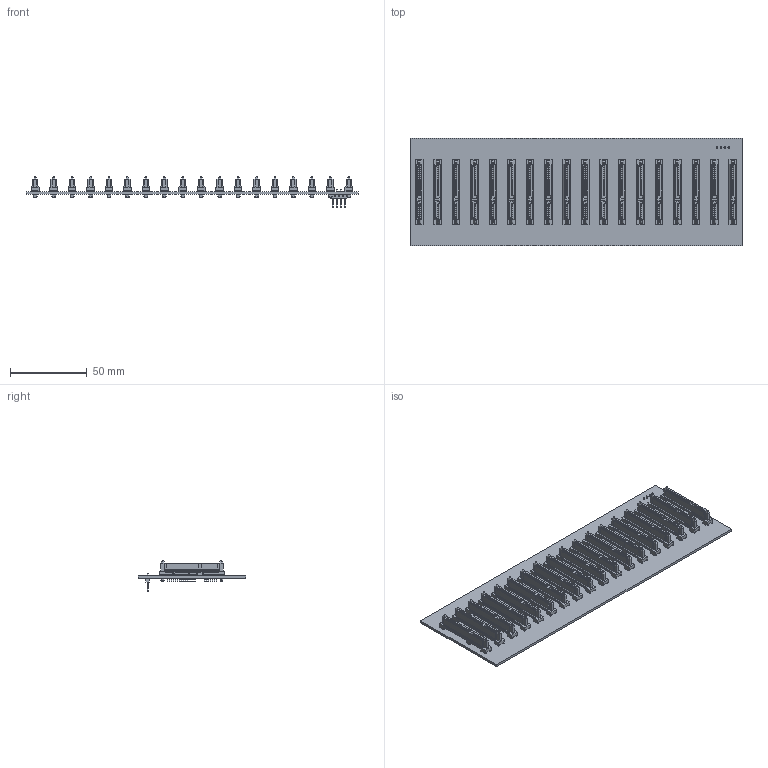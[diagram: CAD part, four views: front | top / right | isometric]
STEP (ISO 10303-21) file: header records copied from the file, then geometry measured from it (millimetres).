
FILE_DESCRIPTION(('KiCad electronic assembly'),'2;1');
FILE_NAME('SSDTray.step','2025-01-24T20:39:48',('Pcbnew'),('Kicad'), 'Open CASCADE STEP processor 7.8','KiCad to STEP converter','Unknown' );
FILE_SCHEMA(('AUTOMOTIVE_DESIGN { 1 0 10303 214 1 1 1 1 }'));
Length unit declared in the file: millimetre
Products named in the file (6): SSDTray 1; 877791001; PinHeader_1x04_P2.54mm_Vertical; PinHeader_1x04_P254mm_Vertical; SSDTray_PCB
Assembly tree (22 placements, depth 3):
  SSDTray 1
    877791001  x18
      877791001
    PinHeader_1x04_P2.54mm_Vertical
      PinHeader_1x04_P254mm_Vertical
    SSDTray_PCB
Bounding box: 216 x 69.85 x 20.09 mm (x, y, z)
Volume: 40067.9 mm3; surface area: 64416.1 mm2
Topology: 20 solids, 20 shells, 8462 faces, 22816 edges, 15752 vertices
Faces by surface type: plane 7036, cylinder 1372, cone 54
Full cylindrical faces by diameter (mm): 0.762 x396, 1 x4, 2.311 x18, 2.591 x18
Entity records: 34444 total; most frequent: DIRECTION 5798, CARTESIAN_POINT 5674, ORIENTED_EDGE 5382, EDGE_CURVE 2691, AXIS2_PLACEMENT_3D 2070, FACE_BOUND 1889, EDGE_LOOP 1889, VERTEX_POINT 1750
